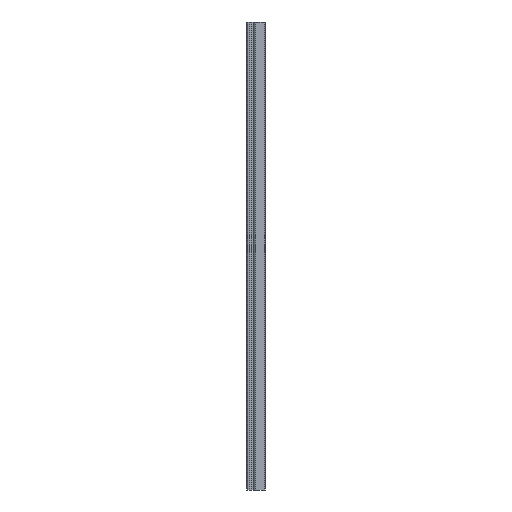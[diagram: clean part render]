
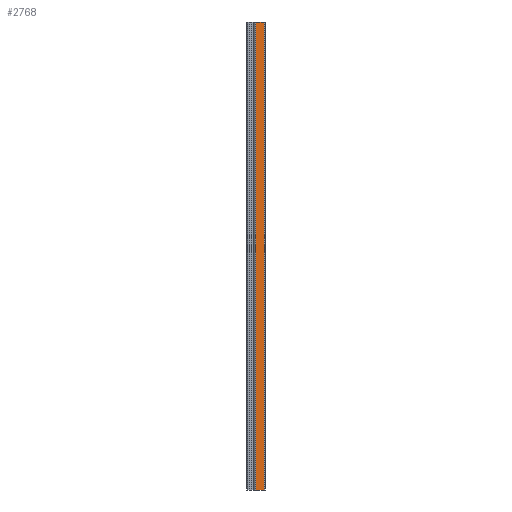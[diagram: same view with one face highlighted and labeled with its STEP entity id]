
A CAD part, left-side view. The second image highlights one B-rep face of the part: STEP entity #2768.
In plain terms, the highlighted planar face has unit normal (-1, 0, 0).
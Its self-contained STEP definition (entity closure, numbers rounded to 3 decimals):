
#5 = DIRECTION ( 'NONE',  ( 0., -1., 0. ) ) ;
#16 = VECTOR ( 'NONE', #2022, 1000. ) ;
#26 = VECTOR ( 'NONE', #301, 1000. ) ;
#48 = LINE ( 'NONE', #1054, #1055 ) ;
#71 = EDGE_LOOP ( 'NONE', ( #1147, #1073, #1860, #599 ) ) ;
#115 = CARTESIAN_POINT ( 'NONE',  ( -5.982, -5.001, 100. ) ) ;
#242 = CARTESIAN_POINT ( 'NONE',  ( -5.982, -1.37, 100. ) ) ;
#301 = DIRECTION ( 'NONE',  ( 0., 0., -1. ) ) ;
#311 = CARTESIAN_POINT ( 'NONE',  ( -5.982, -5.001, -100. ) ) ;
#337 = CARTESIAN_POINT ( 'NONE',  ( -5.982, -1.37, -100. ) ) ;
#441 = CARTESIAN_POINT ( 'NONE',  ( -5.982, -1.37, 100. ) ) ;
#480 = DIRECTION ( 'NONE',  ( 0., 0., -1. ) ) ;
#574 = CARTESIAN_POINT ( 'NONE',  ( -5.982, -1.37, 100. ) ) ;
#584 = VERTEX_POINT ( 'NONE', #115 ) ;
#599 = ORIENTED_EDGE ( 'NONE', *, *, #1352, .T. ) ;
#660 = DIRECTION ( 'NONE',  ( 1., 0., 0. ) ) ;
#1007 = EDGE_CURVE ( 'NONE', #2113, #584, #1367, .T. ) ;
#1054 = CARTESIAN_POINT ( 'NONE',  ( -5.982, -1.37, -100. ) ) ;
#1055 = VECTOR ( 'NONE', #5, 1000. ) ;
#1073 = ORIENTED_EDGE ( 'NONE', *, *, #2504, .F. ) ;
#1099 = FACE_OUTER_BOUND ( 'NONE', #71, .T. ) ;
#1147 = ORIENTED_EDGE ( 'NONE', *, *, #1302, .T. ) ;
#1301 = DIRECTION ( 'NONE',  ( 0., 0., -1. ) ) ;
#1302 = EDGE_CURVE ( 'NONE', #2062, #2482, #48, .T. ) ;
#1352 = EDGE_CURVE ( 'NONE', #2113, #2062, #2101, .T. ) ;
#1367 = LINE ( 'NONE', #242, #16 ) ;
#1459 = VECTOR ( 'NONE', #1301, 1000. ) ;
#1860 = ORIENTED_EDGE ( 'NONE', *, *, #1007, .F. ) ;
#1953 = PLANE ( 'NONE',  #2577 ) ;
#2022 = DIRECTION ( 'NONE',  ( 0., -1., 0. ) ) ;
#2062 = VERTEX_POINT ( 'NONE', #337 ) ;
#2101 = LINE ( 'NONE', #441, #1459 ) ;
#2113 = VERTEX_POINT ( 'NONE', #574 ) ;
#2239 = CARTESIAN_POINT ( 'NONE',  ( -5.982, -5.001, 100. ) ) ;
#2273 = LINE ( 'NONE', #2239, #26 ) ;
#2482 = VERTEX_POINT ( 'NONE', #311 ) ;
#2504 = EDGE_CURVE ( 'NONE', #584, #2482, #2273, .T. ) ;
#2577 = AXIS2_PLACEMENT_3D ( 'NONE', #2583, #660, #480 ) ;
#2583 = CARTESIAN_POINT ( 'NONE',  ( -5.982, -1.37, 100. ) ) ;
#2768 = ADVANCED_FACE ( 'NONE', ( #1099 ), #1953, .F. ) ;
